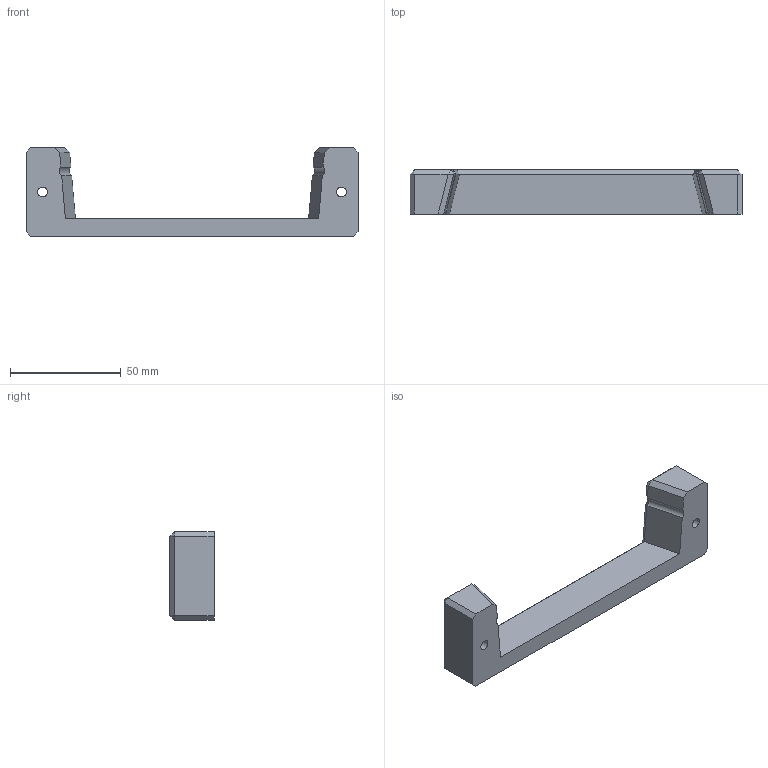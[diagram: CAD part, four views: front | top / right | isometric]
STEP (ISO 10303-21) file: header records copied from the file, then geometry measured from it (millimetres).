
FILE_DESCRIPTION(('STEP AP242'), '1');
FILE_NAME('DoorPart', '', ('UNSPECIFIED'), ('UNSPECIFIED'), 'C3D Converter', 'C3D Toolkit', '');
FILE_SCHEMA(('AP242_MANAGED_MODEL_BASED_3D_ENGINEERING_MIM_LF { 1 0 10303 442 1 1 4 }'));
Length unit declared in the file: millimetre
Bounding box: 150 x 20 x 40 mm (x, y, z)
Volume: 46599.3 mm3; surface area: 13463 mm2
Topology: 1 solids, 1 shells, 42 faces, 100 edges, 60 vertices
Faces by surface type: plane 34, cylinder 4, cone 2, bspline 2
Full cylindrical faces by diameter (mm): 4.5 x2
Entity records: 1810 total; most frequent: CARTESIAN_POINT 511, ORIENTED_EDGE 192, DIRECTION 170, EDGE_CURVE 96, LINE 76, VECTOR 76, VERTEX_POINT 60, EDGE_LOOP 50
